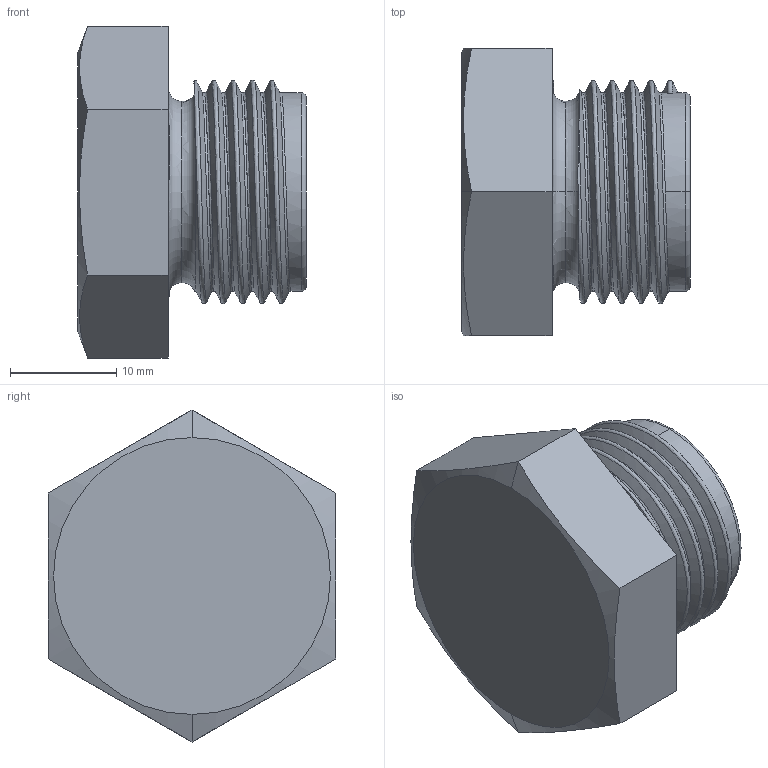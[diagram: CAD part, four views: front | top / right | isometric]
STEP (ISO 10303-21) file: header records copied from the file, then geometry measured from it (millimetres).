
FILE_DESCRIPTION (( 'STEP AP214' ), '1' );
FILE_NAME ('0400200_050303.STEP', '2022-07-28T07:23:09', ( 'user' ), ( 'Hewlett-Packard Company' ), 'SwSTEP 2.0', 'SolidWorks 2011', '' );
FILE_SCHEMA (( 'AUTOMOTIVE_DESIGN' ));
Length unit declared in the file: millimetre
Products named in the file (1): 0400200_050303
Bounding box: 21.5 x 27 x 31.18 mm (x, y, z)
Volume: 6129.6 mm3; surface area: 4067.1 mm2
Topology: 1 solids, 1 shells, 48 faces, 125 edges, 79 vertices
Faces by surface type: cylinder 13, bspline 12, plane 10, torus 9, cone 4
Entity records: 7559 total; most frequent: CARTESIAN_POINT 6550, ORIENTED_EDGE 246, DIRECTION 155, EDGE_CURVE 123, VERTEX_POINT 79, AXIS2_PLACEMENT_3D 64, EDGE_LOOP 50, FACE_OUTER_BOUND 48
